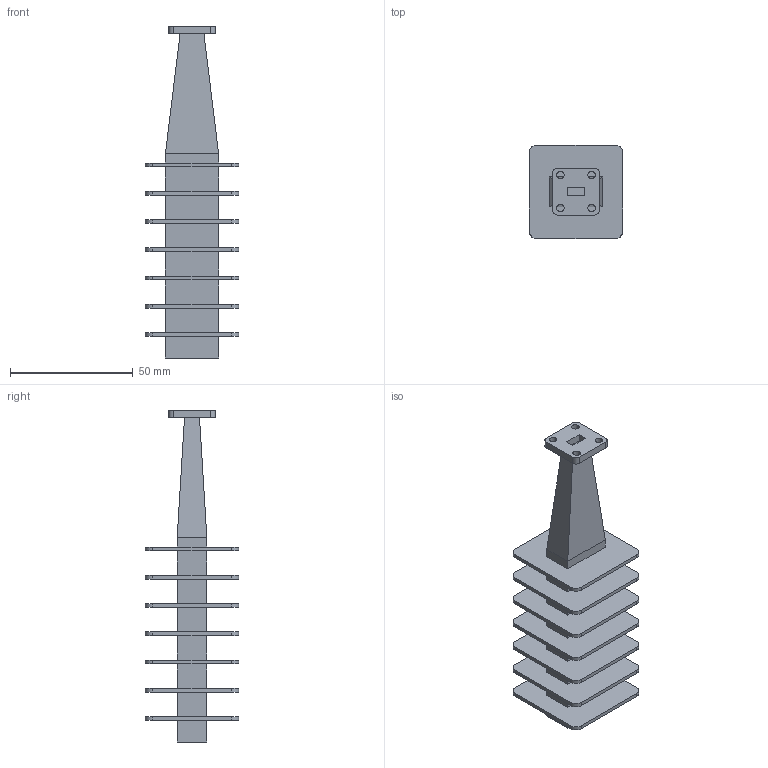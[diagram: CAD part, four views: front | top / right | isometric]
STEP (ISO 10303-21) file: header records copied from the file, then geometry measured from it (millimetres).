
FILE_DESCRIPTION (( 'STEP AP214' ), '1' );
FILE_NAME ('PE-W28TR1005.step', '2021-06-04T19:02:12', ( '' ), ( '' ), 'SwSTEP 2.0', 'SolidWorks 2020', '' );
FILE_SCHEMA (( 'AUTOMOTIVE_DESIGN' ));
Length unit declared in the file: inch
Products named in the file (1): PE-W28TR1005
Bounding box: 38 x 38 x 135 mm (x, y, z)
Volume: 23098.5 mm3; surface area: 33345.3 mm2
Topology: 1 solids, 1 shells, 147 faces, 372 edges, 244 vertices
Faces by surface type: plane 107, cylinder 40
Entity records: 4446 total; most frequent: CARTESIAN_POINT 764, DIRECTION 748, ORIENTED_EDGE 744, EDGE_CURVE 372, VECTOR 292, LINE 292, VERTEX_POINT 244, AXIS2_PLACEMENT_3D 228
